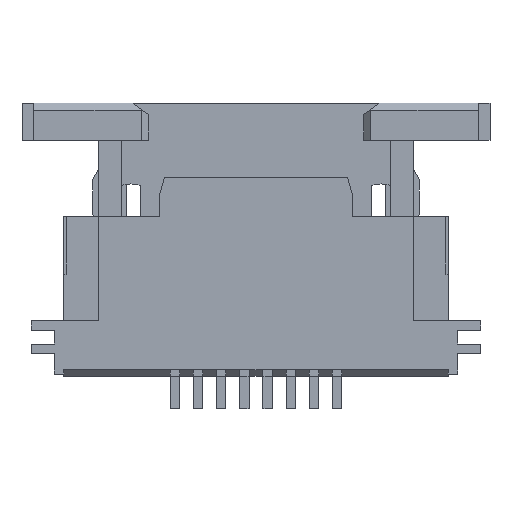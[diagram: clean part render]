
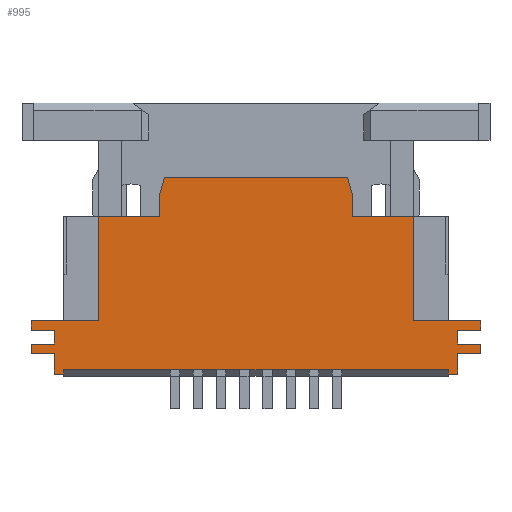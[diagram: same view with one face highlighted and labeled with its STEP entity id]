
A CAD part, front view. The second image highlights one B-rep face of the part: STEP entity #995.
In plain terms, the highlighted planar face has unit normal (0, -1, 0).
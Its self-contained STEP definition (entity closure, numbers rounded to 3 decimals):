
#995=ADVANCED_FACE('',(#1624),#1625,.T.);
#1624=FACE_OUTER_BOUND('',#2580,.T.);
#1625=PLANE('',#2581);
#2580=EDGE_LOOP('',(#3951,#3952,#3953,#3954,#3955,#3956,#3957,#3958,#3959,#3960,#3961,#3962,#3963,#3964,#3965,#3966,#3967,#3968,#3969,#3970,#3971,#3972,#3973,#3974,#3975,#3976,#3977,#3978,#3979,#3980));
#2581=AXIS2_PLACEMENT_3D('',#3981,#3982,#3983);
#3951=ORIENTED_EDGE('',*,*,#7681,.T.);
#3952=ORIENTED_EDGE('',*,*,#7682,.F.);
#3953=ORIENTED_EDGE('',*,*,#7680,.F.);
#3954=ORIENTED_EDGE('',*,*,#7683,.T.);
#3955=ORIENTED_EDGE('',*,*,#7684,.F.);
#3956=ORIENTED_EDGE('',*,*,#7685,.F.);
#3957=ORIENTED_EDGE('',*,*,#7686,.T.);
#3958=ORIENTED_EDGE('',*,*,#7687,.F.);
#3959=ORIENTED_EDGE('',*,*,#7688,.F.);
#3960=ORIENTED_EDGE('',*,*,#7689,.T.);
#3961=ORIENTED_EDGE('',*,*,#7690,.T.);
#3962=ORIENTED_EDGE('',*,*,#7691,.T.);
#3963=ORIENTED_EDGE('',*,*,#7692,.T.);
#3964=ORIENTED_EDGE('',*,*,#7693,.T.);
#3965=ORIENTED_EDGE('',*,*,#7694,.T.);
#3966=ORIENTED_EDGE('',*,*,#7695,.T.);
#3967=ORIENTED_EDGE('',*,*,#7696,.T.);
#3968=ORIENTED_EDGE('',*,*,#7697,.T.);
#3969=ORIENTED_EDGE('',*,*,#7698,.T.);
#3970=ORIENTED_EDGE('',*,*,#7699,.T.);
#3971=ORIENTED_EDGE('',*,*,#7700,.T.);
#3972=ORIENTED_EDGE('',*,*,#7701,.T.);
#3973=ORIENTED_EDGE('',*,*,#7702,.T.);
#3974=ORIENTED_EDGE('',*,*,#7703,.T.);
#3975=ORIENTED_EDGE('',*,*,#7704,.T.);
#3976=ORIENTED_EDGE('',*,*,#7705,.T.);
#3977=ORIENTED_EDGE('',*,*,#7706,.T.);
#3978=ORIENTED_EDGE('',*,*,#7707,.T.);
#3979=ORIENTED_EDGE('',*,*,#7708,.T.);
#3980=ORIENTED_EDGE('',*,*,#7709,.T.);
#3981=CARTESIAN_POINT('',(-4.15,0.0,0.0));
#3982=DIRECTION('',(0.0,-1.0,0.0));
#3983=DIRECTION('',(0.0,0.0,-1.0));
#7680=EDGE_CURVE('',#9304,#9302,#9306,.T.);
#7681=EDGE_CURVE('',#9307,#9308,#9309,.T.);
#7682=EDGE_CURVE('',#9302,#9308,#9310,.T.);
#7683=EDGE_CURVE('',#9304,#9311,#9312,.T.);
#7684=EDGE_CURVE('',#9313,#9311,#9314,.T.);
#7685=EDGE_CURVE('',#9315,#9313,#9316,.T.);
#7686=EDGE_CURVE('',#9315,#9317,#9318,.T.);
#7687=EDGE_CURVE('',#9319,#9317,#9320,.T.);
#7688=EDGE_CURVE('',#9321,#9319,#9322,.T.);
#7689=EDGE_CURVE('',#9321,#9323,#9324,.T.);
#7690=EDGE_CURVE('',#9323,#9325,#9326,.T.);
#7691=EDGE_CURVE('',#9325,#9327,#9328,.T.);
#7692=EDGE_CURVE('',#9327,#9329,#9330,.T.);
#7693=EDGE_CURVE('',#9329,#9331,#9332,.T.);
#7694=EDGE_CURVE('',#9331,#9333,#9334,.T.);
#7695=EDGE_CURVE('',#9333,#9335,#9336,.T.);
#7696=EDGE_CURVE('',#9335,#9337,#9338,.T.);
#7697=EDGE_CURVE('',#9337,#9339,#9340,.T.);
#7698=EDGE_CURVE('',#9339,#9341,#9342,.T.);
#7699=EDGE_CURVE('',#9341,#9343,#9344,.T.);
#7700=EDGE_CURVE('',#9343,#9345,#9346,.T.);
#7701=EDGE_CURVE('',#9345,#9347,#9348,.T.);
#7702=EDGE_CURVE('',#9347,#9349,#9350,.T.);
#7703=EDGE_CURVE('',#9349,#9351,#9352,.T.);
#7704=EDGE_CURVE('',#9351,#9353,#9354,.T.);
#7705=EDGE_CURVE('',#9353,#9355,#9356,.T.);
#7706=EDGE_CURVE('',#9355,#9357,#9358,.T.);
#7707=EDGE_CURVE('',#9357,#9359,#9360,.T.);
#7708=EDGE_CURVE('',#9359,#9361,#9362,.T.);
#7709=EDGE_CURVE('',#9361,#9307,#9363,.T.);
#9302=VERTEX_POINT('',#11805);
#9304=VERTEX_POINT('',#11808);
#9306=LINE('',#11811,#11812);
#9307=VERTEX_POINT('',#11813);
#9308=VERTEX_POINT('',#11814);
#9309=LINE('',#11815,#11816);
#9310=LINE('',#11817,#11818);
#9311=VERTEX_POINT('',#11819);
#9312=LINE('',#11820,#11821);
#9313=VERTEX_POINT('',#11822);
#9314=LINE('',#11823,#11824);
#9315=VERTEX_POINT('',#11825);
#9316=LINE('',#11826,#11827);
#9317=VERTEX_POINT('',#11828);
#9318=LINE('',#11829,#11830);
#9319=VERTEX_POINT('',#11831);
#9320=LINE('',#11832,#11833);
#9321=VERTEX_POINT('',#11834);
#9322=LINE('',#11835,#11836);
#9323=VERTEX_POINT('',#11837);
#9324=LINE('',#11838,#11839);
#9325=VERTEX_POINT('',#11840);
#9326=LINE('',#11841,#11842);
#9327=VERTEX_POINT('',#11843);
#9328=LINE('',#11844,#11845);
#9329=VERTEX_POINT('',#11846);
#9330=LINE('',#11847,#11848);
#9331=VERTEX_POINT('',#11849);
#9332=LINE('',#11850,#11851);
#9333=VERTEX_POINT('',#11852);
#9334=LINE('',#11853,#11854);
#9335=VERTEX_POINT('',#11855);
#9336=LINE('',#11856,#11857);
#9337=VERTEX_POINT('',#11858);
#9338=LINE('',#11859,#11860);
#9339=VERTEX_POINT('',#11861);
#9340=LINE('',#11862,#11863);
#9341=VERTEX_POINT('',#11864);
#9342=LINE('',#11865,#11866);
#9343=VERTEX_POINT('',#11867);
#9344=LINE('',#11868,#11869);
#9345=VERTEX_POINT('',#11870);
#9346=LINE('',#11871,#11872);
#9347=VERTEX_POINT('',#11873);
#9348=LINE('',#11874,#11875);
#9349=VERTEX_POINT('',#11876);
#9350=LINE('',#11877,#11878);
#9351=VERTEX_POINT('',#11879);
#9352=LINE('',#11880,#11881);
#9353=VERTEX_POINT('',#11882);
#9354=LINE('',#11883,#11884);
#9355=VERTEX_POINT('',#11885);
#9356=LINE('',#11886,#11887);
#9357=VERTEX_POINT('',#11888);
#9358=LINE('',#11889,#11890);
#9359=VERTEX_POINT('',#11891);
#9360=LINE('',#11892,#11893);
#9361=VERTEX_POINT('',#11894);
#9362=LINE('',#11895,#11896);
#9363=LINE('',#11897,#11898);
#11805=CARTESIAN_POINT('',(2.075,0.0,3.45));
#11808=CARTESIAN_POINT('',(2.075,0.0,3.95));
#11811=CARTESIAN_POINT('',(2.075,0.0,3.95));
#11812=VECTOR('',#14780,0.5);
#11813=CARTESIAN_POINT('',(3.4,0.0,1.2));
#11814=CARTESIAN_POINT('',(3.4,0.0,3.45));
#11815=CARTESIAN_POINT('',(3.4,0.0,1.2));
#11816=VECTOR('',#14781,2.25);
#11817=CARTESIAN_POINT('',(2.075,0.0,3.45));
#11818=VECTOR('',#14782,1.325);
#11819=CARTESIAN_POINT('',(1.975,0.0,4.3));
#11820=CARTESIAN_POINT('',(2.075,0.0,3.95));
#11821=VECTOR('',#14783,0.364);
#11822=CARTESIAN_POINT('',(-1.975,0.0,4.3));
#11823=CARTESIAN_POINT('',(-1.975,0.0,4.3));
#11824=VECTOR('',#14784,3.95);
#11825=CARTESIAN_POINT('',(-2.075,0.0,3.95));
#11826=CARTESIAN_POINT('',(-2.075,0.0,3.95));
#11827=VECTOR('',#14785,0.364);
#11828=CARTESIAN_POINT('',(-2.075,0.0,3.45));
#11829=CARTESIAN_POINT('',(-2.075,0.0,3.95));
#11830=VECTOR('',#14786,0.5);
#11831=CARTESIAN_POINT('',(-3.4,0.0,3.45));
#11832=CARTESIAN_POINT('',(-3.4,0.0,3.45));
#11833=VECTOR('',#14787,1.325);
#11834=CARTESIAN_POINT('',(-3.4,0.0,1.2));
#11835=CARTESIAN_POINT('',(-3.4,0.0,1.2));
#11836=VECTOR('',#14788,2.25);
#11837=CARTESIAN_POINT('',(-4.85,0.0,1.2));
#11838=CARTESIAN_POINT('',(-3.4,0.0,1.2));
#11839=VECTOR('',#14789,1.45);
#11840=CARTESIAN_POINT('',(-4.85,0.0,1.0));
#11841=CARTESIAN_POINT('',(-4.85,0.0,1.2));
#11842=VECTOR('',#14790,0.2);
#11843=CARTESIAN_POINT('',(-4.35,0.0,1.0));
#11844=CARTESIAN_POINT('',(-4.85,0.0,1.0));
#11845=VECTOR('',#14791,0.5);
#11846=CARTESIAN_POINT('',(-4.35,0.0,0.7));
#11847=CARTESIAN_POINT('',(-4.35,0.0,1.0));
#11848=VECTOR('',#14792,0.3);
#11849=CARTESIAN_POINT('',(-4.85,0.0,0.7));
#11850=CARTESIAN_POINT('',(-4.35,0.0,0.7));
#11851=VECTOR('',#14793,0.5);
#11852=CARTESIAN_POINT('',(-4.85,0.0,0.5));
#11853=CARTESIAN_POINT('',(-4.85,0.0,0.7));
#11854=VECTOR('',#14794,0.2);
#11855=CARTESIAN_POINT('',(-4.35,0.0,0.5));
#11856=CARTESIAN_POINT('',(-4.85,0.0,0.5));
#11857=VECTOR('',#14795,0.5);
#11858=CARTESIAN_POINT('',(-4.35,0.0,0.05));
#11859=CARTESIAN_POINT('',(-4.35,0.0,0.5));
#11860=VECTOR('',#14796,0.45);
#11861=CARTESIAN_POINT('',(-4.15,0.0,0.05));
#11862=CARTESIAN_POINT('',(-4.35,0.0,0.05));
#11863=VECTOR('',#14797,0.2);
#11864=CARTESIAN_POINT('',(-4.15,0.0,0.15));
#11865=CARTESIAN_POINT('',(-4.15,0.0,0.05));
#11866=VECTOR('',#14798,0.1);
#11867=CARTESIAN_POINT('',(4.15,0.0,0.15));
#11868=CARTESIAN_POINT('',(-4.15,0.0,0.15));
#11869=VECTOR('',#14799,8.3);
#11870=CARTESIAN_POINT('',(4.15,0.0,0.05));
#11871=CARTESIAN_POINT('',(4.15,0.0,0.15));
#11872=VECTOR('',#14800,0.1);
#11873=CARTESIAN_POINT('',(4.35,0.0,0.05));
#11874=CARTESIAN_POINT('',(4.15,0.0,0.05));
#11875=VECTOR('',#14801,0.2);
#11876=CARTESIAN_POINT('',(4.35,0.0,0.5));
#11877=CARTESIAN_POINT('',(4.35,0.0,0.05));
#11878=VECTOR('',#14802,0.45);
#11879=CARTESIAN_POINT('',(4.85,0.0,0.5));
#11880=CARTESIAN_POINT('',(4.35,0.0,0.5));
#11881=VECTOR('',#14803,0.5);
#11882=CARTESIAN_POINT('',(4.85,0.0,0.7));
#11883=CARTESIAN_POINT('',(4.85,0.0,0.5));
#11884=VECTOR('',#14804,0.2);
#11885=CARTESIAN_POINT('',(4.35,0.0,0.7));
#11886=CARTESIAN_POINT('',(4.85,0.0,0.7));
#11887=VECTOR('',#14805,0.5);
#11888=CARTESIAN_POINT('',(4.35,0.0,1.0));
#11889=CARTESIAN_POINT('',(4.35,0.0,0.7));
#11890=VECTOR('',#14806,0.3);
#11891=CARTESIAN_POINT('',(4.85,0.0,1.0));
#11892=CARTESIAN_POINT('',(4.35,0.0,1.0));
#11893=VECTOR('',#14807,0.5);
#11894=CARTESIAN_POINT('',(4.85,0.0,1.2));
#11895=CARTESIAN_POINT('',(4.85,0.0,1.0));
#11896=VECTOR('',#14808,0.2);
#11897=CARTESIAN_POINT('',(4.85,0.0,1.2));
#11898=VECTOR('',#14809,1.45);
#14780=DIRECTION('',(0.0,0.0,-1.0));
#14781=DIRECTION('',(0.0,0.0,1.0));
#14782=DIRECTION('',(1.0,0.0,0.0));
#14783=DIRECTION('',(-0.275,0.0,0.962));
#14784=DIRECTION('',(1.0,0.0,0.0));
#14785=DIRECTION('',(0.275,0.0,0.962));
#14786=DIRECTION('',(0.0,0.0,-1.0));
#14787=DIRECTION('',(1.0,0.0,0.0));
#14788=DIRECTION('',(0.0,0.0,1.0));
#14789=DIRECTION('',(-1.0,0.0,0.0));
#14790=DIRECTION('',(0.0,0.0,-1.0));
#14791=DIRECTION('',(1.0,0.0,0.0));
#14792=DIRECTION('',(0.0,0.0,-1.0));
#14793=DIRECTION('',(-1.0,0.0,0.0));
#14794=DIRECTION('',(0.0,0.0,-1.0));
#14795=DIRECTION('',(1.0,0.0,0.0));
#14796=DIRECTION('',(0.0,0.0,-1.0));
#14797=DIRECTION('',(1.0,0.0,0.0));
#14798=DIRECTION('',(0.0,0.0,1.0));
#14799=DIRECTION('',(1.0,0.0,0.0));
#14800=DIRECTION('',(0.0,0.0,-1.0));
#14801=DIRECTION('',(1.0,0.0,0.0));
#14802=DIRECTION('',(0.0,0.0,1.0));
#14803=DIRECTION('',(1.0,0.0,0.0));
#14804=DIRECTION('',(0.0,0.0,1.0));
#14805=DIRECTION('',(-1.0,0.0,0.0));
#14806=DIRECTION('',(0.0,0.0,1.0));
#14807=DIRECTION('',(1.0,0.0,0.0));
#14808=DIRECTION('',(0.0,0.0,1.0));
#14809=DIRECTION('',(-1.0,0.0,0.0));
